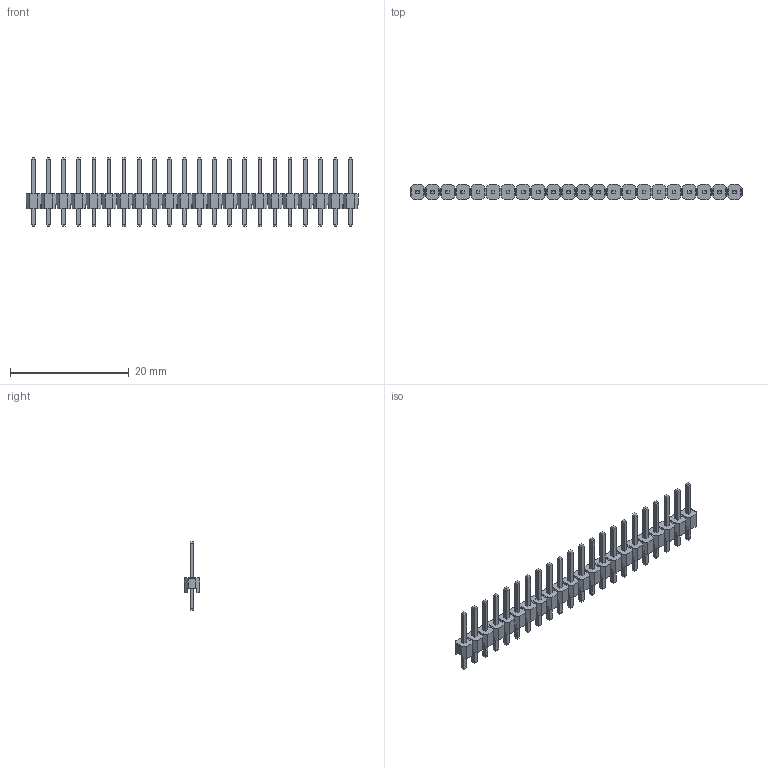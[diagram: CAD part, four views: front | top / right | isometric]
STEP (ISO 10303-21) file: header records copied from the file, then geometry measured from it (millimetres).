
FILE_DESCRIPTION(('STEP AP214'), '1');
FILE_NAME('PLS', '', ('UNSPECIFIED'), ('UNSPECIFIED'), 'ASCON STEP Converter 1.6', 'ASCON Math Kernel', '');
FILE_SCHEMA(('AUTOMOTIVE_DESIGN { 1 0 10303 214 3 1 1}'));
Length unit declared in the file: millimetre
Bounding box: 55.88 x 2.54 x 11.6 mm (x, y, z)
Volume: 338 mm3; surface area: 1188.5 mm2
Topology: 1 solids, 1 shells, 733 faces, 1822 edges, 1156 vertices
Faces by surface type: plane 733
Entity records: 26972 total; most frequent: CARTESIAN_POINT 3712, ORIENTED_EDGE 3644, DIRECTION 3290, EDGE_CURVE 1822, LINE 1822, VECTOR 1822, VERTEX_POINT 1156, FACE_BOUND 798
